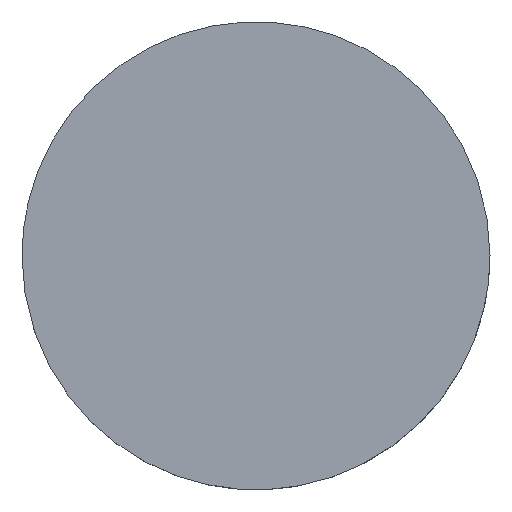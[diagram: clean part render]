
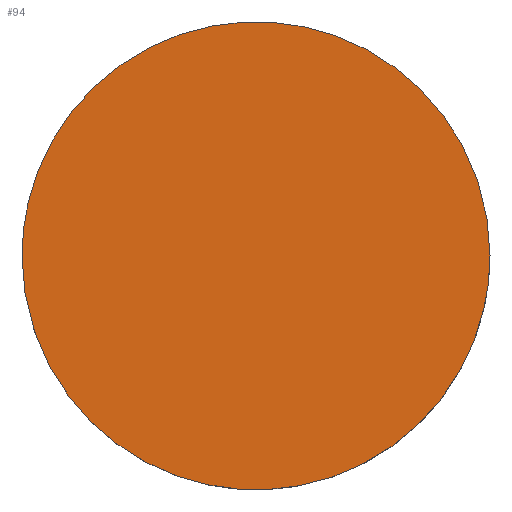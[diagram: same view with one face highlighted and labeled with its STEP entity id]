
A CAD part, top view. The second image highlights one B-rep face of the part: STEP entity #94.
In plain terms, the highlighted planar face has unit normal (0, 0, 1).
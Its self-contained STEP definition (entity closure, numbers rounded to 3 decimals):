
#5 = EDGE_CURVE ( 'NONE', #46, #150, #70, .T. ) ;
#8 = CARTESIAN_POINT ( 'NONE',  ( 12.7, -12.7, 7. ) ) ;
#13 = CARTESIAN_POINT ( 'NONE',  ( 12.7, 12.7, 7. ) ) ;
#14 = DIRECTION ( 'NONE',  ( 1., 0., 0. ) ) ;
#27 = EDGE_LOOP ( 'NONE', ( #134, #146 ) ) ;
#40 = CARTESIAN_POINT ( 'NONE',  ( -12.7, 12.7, 7. ) ) ;
#45 = CARTESIAN_POINT ( 'NONE',  ( 12.7, 0., 7. ) ) ;
#46 = VERTEX_POINT ( 'NONE', #57 ) ;
#47 = DIRECTION ( 'NONE',  ( 0., 0., 1. ) ) ;
#57 = CARTESIAN_POINT ( 'NONE',  ( 12.7, 0., 7. ) ) ;
#61 = EDGE_CURVE ( 'NONE', #150, #46, #118, .T. ) ;
#62 = AXIS2_PLACEMENT_3D ( 'NONE', #154, #47, #14 ) ;
#70 =( BOUNDED_CURVE ( )  B_SPLINE_CURVE ( 2, ( #45, #13, #116, #40, #179 ),
 .UNSPECIFIED., .F., .T. ) 
 B_SPLINE_CURVE_WITH_KNOTS ( ( 3, 2, 3 ),
 ( 0., 1.571, 3.142 ),
 .UNSPECIFIED. ) 
 CURVE ( )  GEOMETRIC_REPRESENTATION_ITEM ( )  RATIONAL_B_SPLINE_CURVE ( ( 1., 0.707, 1., 0.707, 1. ) ) 
 REPRESENTATION_ITEM ( '' )  );
#73 = CARTESIAN_POINT ( 'NONE',  ( 0., -12.7, 7. ) ) ;
#87 = CARTESIAN_POINT ( 'NONE',  ( -12.7, -12.7, 7. ) ) ;
#94 = ADVANCED_FACE ( 'NONE', ( #170 ), #135, .T. ) ;
#107 = CARTESIAN_POINT ( 'NONE',  ( -12.7, 0., 7. ) ) ;
#116 = CARTESIAN_POINT ( 'NONE',  ( 0., 12.7, 7. ) ) ;
#118 =( BOUNDED_CURVE ( )  B_SPLINE_CURVE ( 2, ( #107, #87, #73, #8, #152 ),
 .UNSPECIFIED., .F., .T. ) 
 B_SPLINE_CURVE_WITH_KNOTS ( ( 3, 2, 3 ),
 ( 3.142, 4.712, 6.283 ),
 .UNSPECIFIED. ) 
 CURVE ( )  GEOMETRIC_REPRESENTATION_ITEM ( )  RATIONAL_B_SPLINE_CURVE ( ( 1., 0.707, 1., 0.707, 1. ) ) 
 REPRESENTATION_ITEM ( '' )  );
#123 = CARTESIAN_POINT ( 'NONE',  ( -12.7, 0., 7. ) ) ;
#134 = ORIENTED_EDGE ( 'NONE', *, *, #5, .T. ) ;
#135 = PLANE ( 'NONE',  #62 ) ;
#146 = ORIENTED_EDGE ( 'NONE', *, *, #61, .T. ) ;
#150 = VERTEX_POINT ( 'NONE', #123 ) ;
#152 = CARTESIAN_POINT ( 'NONE',  ( 12.7, 0., 7. ) ) ;
#154 = CARTESIAN_POINT ( 'NONE',  ( 0., 26.112, 7. ) ) ;
#170 = FACE_OUTER_BOUND ( 'NONE', #27, .T. ) ;
#179 = CARTESIAN_POINT ( 'NONE',  ( -12.7, 0., 7. ) ) ;
